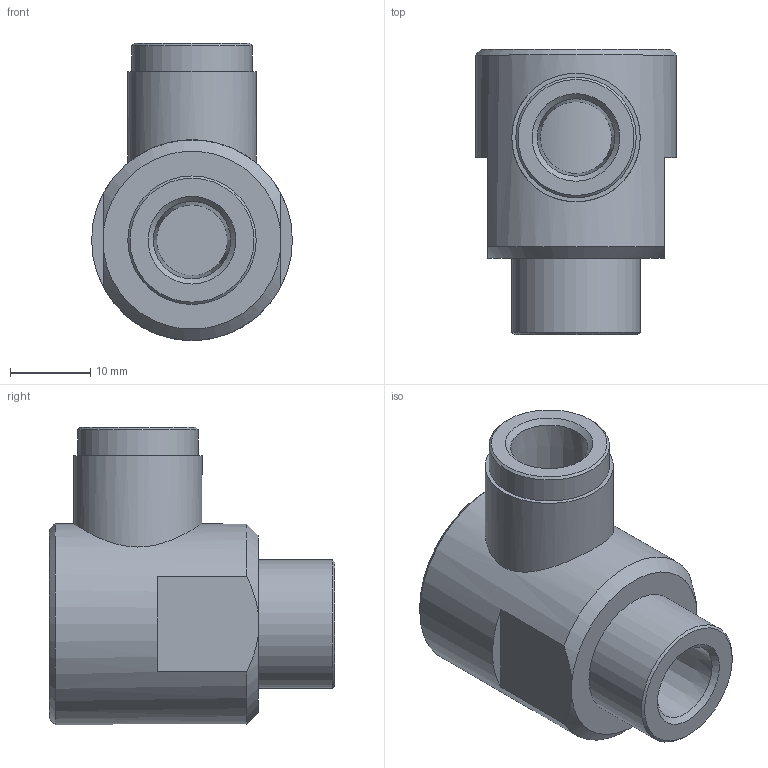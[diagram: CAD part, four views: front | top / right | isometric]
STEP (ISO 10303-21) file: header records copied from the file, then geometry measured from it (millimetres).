
FILE_DESCRIPTION(/* description */ ('STEP AP214'),/* implementation_level */ '2;1');
FILE_NAME(/* name */ '9798_SEU-1_8-NPT',/* time_stamp */ '2024-09-15T00:36:18+02:00',/* author */ ('License CC BY-ND 4.0'),/* organization */ ('CADENAS'),/* preprocessor_version */ 'ST-DEVELOPER v19.3',/* originating_system */ 'PARTsolutions',/* authorisation */ ' ');
FILE_SCHEMA (('AUTOMOTIVE_DESIGN {1 0 10303 214 3 1 1}'));
Length unit declared in the file: millimetre
Products named in the file (2): 9798 SEU-1/8-NPT; 9798 SEU-1/8-NPT---(geh)
Assembly tree (1 placements, depth 2):
  9798 SEU-1/8-NPT
    9798 SEU-1/8-NPT---(geh)
Bounding box: 25 x 35.5 x 37 mm (x, y, z)
Volume: 14975.8 mm3; surface area: 4762.2 mm2
Topology: 1 solids, 1 shells, 24 faces, 47 edges, 30 vertices
Faces by surface type: plane 10, cone 9, cylinder 5
Full cylindrical faces by diameter (mm): 15 x1, 16 x2, 25 x1
Entity records: 632 total; most frequent: CARTESIAN_POINT 137, DIRECTION 100, ORIENTED_EDGE 68, AXIS2_PLACEMENT_3D 46, EDGE_LOOP 40, FACE_BOUND 40, EDGE_CURVE 34, VERTEX_POINT 28
